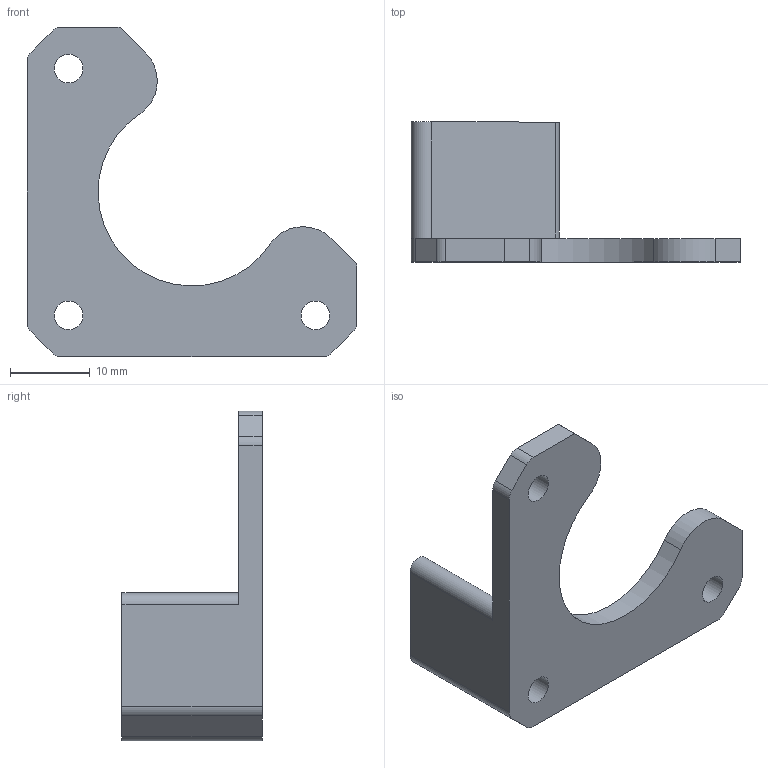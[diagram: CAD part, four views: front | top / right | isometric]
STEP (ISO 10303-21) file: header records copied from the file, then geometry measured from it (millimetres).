
FILE_DESCRIPTION(/* description */ (''),/* implementation_level */ '2;1');
FILE_NAME(/* name */ 'motor_yukseklik v18.step',/* time_stamp */ '2021-09-22T19:33:55+03:00',/* author */ (''),/* organization */ (''),/* preprocessor_version */ 'ST-DEVELOPER v18.1',/* originating_system */ 'Autodesk Translation Framework v10.10.0.1391',/* authorisation */ '');
FILE_SCHEMA (('AUTOMOTIVE_DESIGN { 1 0 10303 214 3 1 1 }'));
Length unit declared in the file: millimetre
Products named in the file (1): motor_yukseklik
Bounding box: 41.4 x 17.6 x 41.4 mm (x, y, z)
Volume: 5142.6 mm3; surface area: 3249.6 mm2
Topology: 1 solids, 1 shells, 27 faces, 75 edges, 50 vertices
Faces by surface type: cylinder 14, plane 13
Full cylindrical faces by diameter (mm): 3.6 x3
Entity records: 922 total; most frequent: DIRECTION 159, CARTESIAN_POINT 153, ORIENTED_EDGE 150, EDGE_CURVE 75, AXIS2_PLACEMENT_3D 56, VERTEX_POINT 50, LINE 47, VECTOR 47
